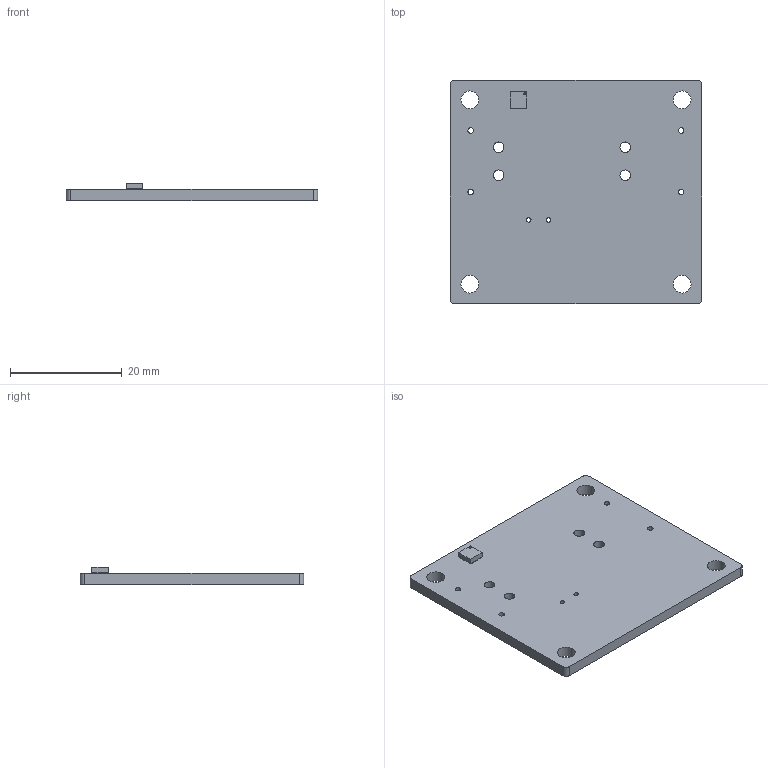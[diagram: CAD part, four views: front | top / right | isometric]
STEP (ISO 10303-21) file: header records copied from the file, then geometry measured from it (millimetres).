
FILE_DESCRIPTION(('KiCad electronic assembly'),'2;1');
FILE_NAME('cityscope-can-module.step','2023-02-22T16:33:05',('Pcbnew'),( 'Kicad'),'Open CASCADE STEP processor 7.5','KiCad to STEP converter' ,'Unknown');
FILE_SCHEMA(('AUTOMOTIVE_DESIGN { 1 0 10303 214 1 1 1 1 }'));
Length unit declared in the file: millimetre
Products named in the file (4): cityscope-can-module 1; LD39050PU33R; COMPOUND; cityscope-can-module PCB
Assembly tree (3 placements, depth 3):
  cityscope-can-module 1
    LD39050PU33R
      COMPOUND
    cityscope-can-module PCB
Bounding box: 45 x 40 x 3.05 mm (x, y, z)
Volume: 3512.7 mm3; surface area: 4045.2 mm2
Topology: 9 solids, 9 shells, 74 faces, 165 edges, 110 vertices
Faces by surface type: plane 49, cylinder 25
Full cylindrical faces by diameter (mm): 0.375 x1, 0.8 x2, 1 x4, 1.9 x4, 3.2 x4
Entity records: 4366 total; most frequent: CARTESIAN_POINT 719, DIRECTION 695, LINE 395, VECTOR 395, ORIENTED_EDGE 330, PCURVE 330, DEFINITIONAL_REPRESENTATION 330, EDGE_CURVE 165
